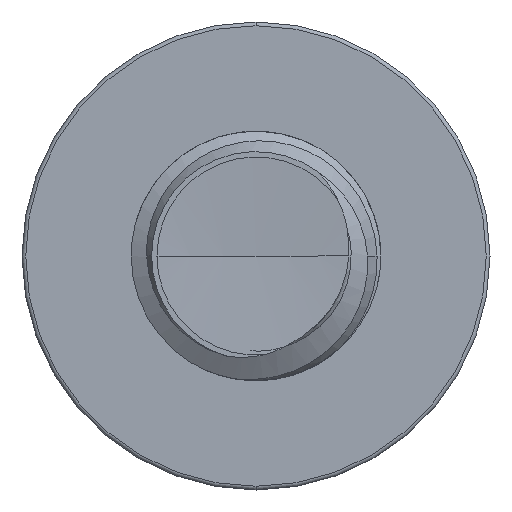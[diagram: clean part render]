
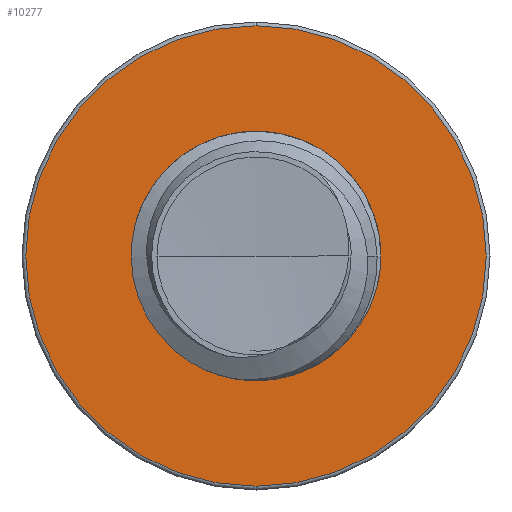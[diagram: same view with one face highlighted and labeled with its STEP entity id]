
A CAD part, front view. The second image highlights one B-rep face of the part: STEP entity #10277.
In plain terms, the highlighted planar face has unit normal (0, -1, 0).
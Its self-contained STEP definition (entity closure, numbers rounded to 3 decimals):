
#275 = DIRECTION ( 'NONE',  ( 0., 0., -1. ) ) ;
#289 = EDGE_LOOP ( 'NONE', ( #1444, #5898 ) ) ;
#734 = DIRECTION ( 'NONE',  ( 0., -1., 0. ) ) ;
#1069 = EDGE_CURVE ( 'NONE', #9456, #10538, #9566, .T. ) ;
#1130 = DIRECTION ( 'NONE',  ( 0., 0., -1. ) ) ;
#1444 = ORIENTED_EDGE ( 'NONE', *, *, #1069, .F. ) ;
#1774 = CARTESIAN_POINT ( 'NONE',  ( 0., 2., 0. ) ) ;
#2065 = AXIS2_PLACEMENT_3D ( 'NONE', #8417, #7506, #1130 ) ;
#2127 = CIRCLE ( 'NONE', #11459, 1.476 ) ;
#2694 = DIRECTION ( 'NONE',  ( 0., 0., -1. ) ) ;
#3030 = DIRECTION ( 'NONE',  ( 0., -1., 0. ) ) ;
#3222 = ORIENTED_EDGE ( 'NONE', *, *, #4218, .T. ) ;
#3641 = CARTESIAN_POINT ( 'NONE',  ( 0., 2., 1.476 ) ) ;
#3683 = AXIS2_PLACEMENT_3D ( 'NONE', #10197, #4717, #11131 ) ;
#4218 = EDGE_CURVE ( 'NONE', #9166, #8491, #2127, .T. ) ;
#4717 = DIRECTION ( 'NONE',  ( 0., -1., 0. ) ) ;
#5150 = ORIENTED_EDGE ( 'NONE', *, *, #8354, .T. ) ;
#5216 = AXIS2_PLACEMENT_3D ( 'NONE', #6227, #734, #7145 ) ;
#5431 = FACE_BOUND ( 'NONE', #289, .T. ) ;
#5898 = ORIENTED_EDGE ( 'NONE', *, *, #11208, .F. ) ;
#6227 = CARTESIAN_POINT ( 'NONE',  ( 0., 2., 0. ) ) ;
#6603 = EDGE_LOOP ( 'NONE', ( #5150, #3222 ) ) ;
#6636 = PLANE ( 'NONE',  #2065 ) ;
#7145 = DIRECTION ( 'NONE',  ( 0., 0., -1. ) ) ;
#7506 = DIRECTION ( 'NONE',  ( 0., -1., 0. ) ) ;
#7510 = CARTESIAN_POINT ( 'NONE',  ( 0., 2., -1.476 ) ) ;
#8196 = DIRECTION ( 'NONE',  ( 0., -1., 0. ) ) ;
#8220 = AXIS2_PLACEMENT_3D ( 'NONE', #1774, #8196, #2694 ) ;
#8354 = EDGE_CURVE ( 'NONE', #8491, #9166, #11148, .T. ) ;
#8417 = CARTESIAN_POINT ( 'NONE',  ( 0., 2., 0.786 ) ) ;
#8491 = VERTEX_POINT ( 'NONE', #7510 ) ;
#8527 = CARTESIAN_POINT ( 'NONE',  ( 0., 2., 0. ) ) ;
#8851 = CIRCLE ( 'NONE', #3683, 0.786 ) ;
#9166 = VERTEX_POINT ( 'NONE', #3641 ) ;
#9456 = VERTEX_POINT ( 'NONE', #11383 ) ;
#9566 = CIRCLE ( 'NONE', #8220, 0.786 ) ;
#10197 = CARTESIAN_POINT ( 'NONE',  ( 0., 2., 0. ) ) ;
#10277 = ADVANCED_FACE ( 'NONE', ( #10292, #5431 ), #6636, .T. ) ;
#10292 = FACE_OUTER_BOUND ( 'NONE', #6603, .T. ) ;
#10538 = VERTEX_POINT ( 'NONE', #11393 ) ;
#11131 = DIRECTION ( 'NONE',  ( 0., 0., -1. ) ) ;
#11148 = CIRCLE ( 'NONE', #5216, 1.476 ) ;
#11208 = EDGE_CURVE ( 'NONE', #10538, #9456, #8851, .T. ) ;
#11383 = CARTESIAN_POINT ( 'NONE',  ( 0., 2., -0.786 ) ) ;
#11393 = CARTESIAN_POINT ( 'NONE',  ( 0., 2., 0.786 ) ) ;
#11459 = AXIS2_PLACEMENT_3D ( 'NONE', #8527, #3030, #275 ) ;
